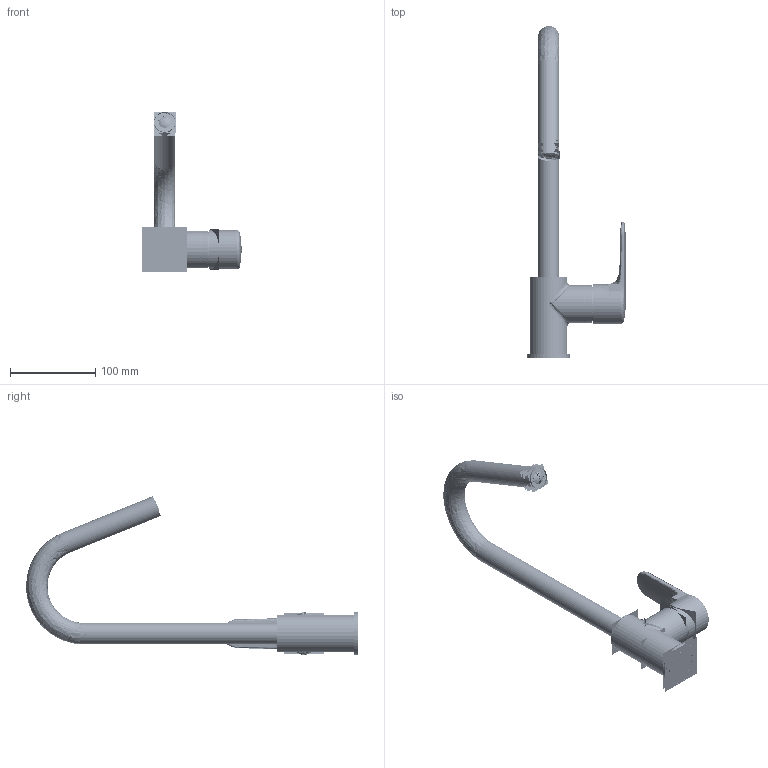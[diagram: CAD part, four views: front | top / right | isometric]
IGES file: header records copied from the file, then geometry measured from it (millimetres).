
Start section:  PTC IGES file: A42742.igs
Global section: file name: A42742.igs; native system: Creo Parametric by PTC Inc.; preprocessor: 2018300; author: tamer.unalp; organization: Unknown; date: 20201127.123743; units: millimetre
Bounding box: 116 x 388.32 x 186.92 mm (x, y, z)
Surface area: 1344440.9 mm2 (no closed solid volume)
Topology: 0 solids, 0 shells, 2096 faces, 33496 edges, 43935 vertices
Faces by surface type: bspline 1084, revolution 1004, extrusion 8
